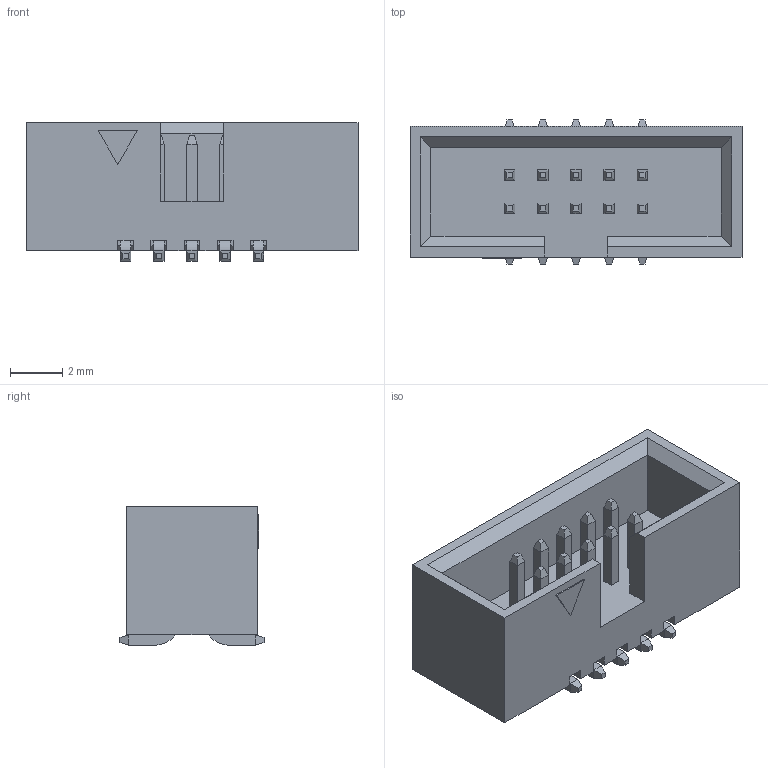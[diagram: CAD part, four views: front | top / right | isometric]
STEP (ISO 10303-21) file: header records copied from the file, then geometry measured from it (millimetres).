
FILE_DESCRIPTION(/* description */ ('Unknown'),/* implementation_level */ '2;1');
FILE_NAME(/* name */ '62701020621',/* time_stamp */ '2021-02-23T16:10:07+01:00',/* author */ ('Unknown'),/* organization */ ('Unknown'),/* preprocessor_version */ 'ST-DEVELOPER v16.7',/* originating_system */ 'DEX',/* authorisation */ $);
FILE_SCHEMA (('AUTOMOTIVE_DESIGN {1 0 10303 214 3 1 1}'));
Length unit declared in the file: millimetre
Products named in the file (3): 6270xx20621; 62701020621; 6270xx20621_PIN
Assembly tree (11 placements, depth 2):
  6270xx20621
    62701020621
    6270xx20621_PIN  x10
Bounding box: 12.7 x 5.51 x 5.3 mm (x, y, z)
Volume: 192.1 mm3; surface area: 509.4 mm2
Topology: 11 solids, 11 shells, 313 faces, 796 edges, 496 vertices
Faces by surface type: plane 293, cylinder 20
Entity records: 5006 total; most frequent: CARTESIAN_POINT 879, ORIENTED_EDGE 872, DIRECTION 766, EDGE_CURVE 436, LINE 432, VECTOR 432, VERTEX_POINT 280, AXIS2_PLACEMENT_3D 167
